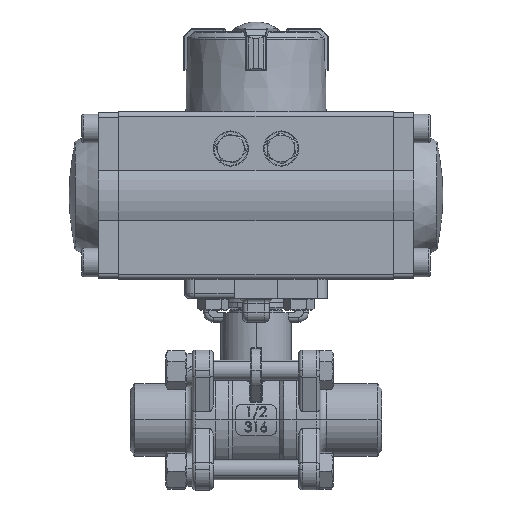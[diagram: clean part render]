
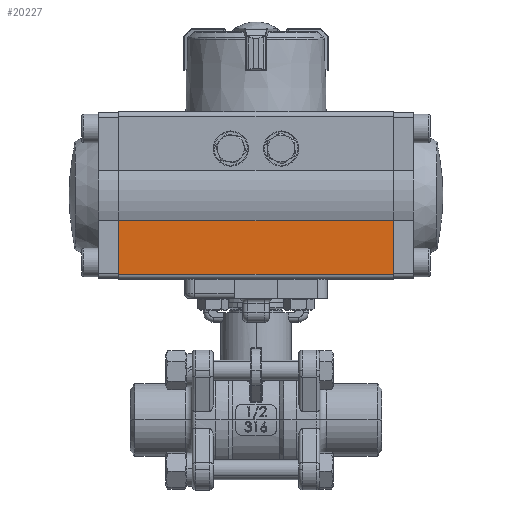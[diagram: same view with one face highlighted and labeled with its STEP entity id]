
A CAD part, top view. The second image highlights one B-rep face of the part: STEP entity #20227.
In plain terms, the highlighted face is planar.
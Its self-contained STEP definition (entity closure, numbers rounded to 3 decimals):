
#1864=PLANE('',#22460);
#2791=LINE('',#46519,#3939);
#2796=LINE('',#46536,#3944);
#2797=LINE('',#46538,#3945);
#2798=LINE('',#46540,#3946);
#3939=VECTOR('',#26734,1000.);
#3944=VECTOR('',#26755,1000.);
#3945=VECTOR('',#26756,1000.);
#3946=VECTOR('',#26757,1000.);
#8265=ORIENTED_EDGE('',*,*,#12216,.T.);
#8266=ORIENTED_EDGE('',*,*,#12217,.T.);
#8267=ORIENTED_EDGE('',*,*,#12218,.F.);
#8268=ORIENTED_EDGE('',*,*,#12209,.F.);
#12209=EDGE_CURVE('',#14454,#14452,#2791,.T.);
#12216=EDGE_CURVE('',#14454,#14459,#2796,.T.);
#12217=EDGE_CURVE('',#14459,#14460,#2797,.T.);
#12218=EDGE_CURVE('',#14452,#14460,#2798,.T.);
#14452=VERTEX_POINT('',#46514);
#14454=VERTEX_POINT('',#46518);
#14459=VERTEX_POINT('',#46537);
#14460=VERTEX_POINT('',#46539);
#17073=EDGE_LOOP('',(#8265,#8266,#8267,#8268));
#18664=FACE_BOUND('',#17073,.T.);
#20227=ADVANCED_FACE('',(#18664),#1864,.F.);
#22460=AXIS2_PLACEMENT_3D('',#46535,#26753,#26754);
#26734=DIRECTION('',(0.,0.,1.));
#26753=DIRECTION('',(1.,0.,0.));
#26754=DIRECTION('',(0.,1.,0.));
#26755=DIRECTION('',(0.,-1.,0.));
#26756=DIRECTION('',(0.,0.,1.));
#26757=DIRECTION('',(0.,-1.,0.));
#46514=CARTESIAN_POINT('',(-18.5,-7.599,41.));
#46518=CARTESIAN_POINT('',(-18.5,-7.599,-41.));
#46519=CARTESIAN_POINT('',(-18.5,-7.599,0.));
#46535=CARTESIAN_POINT('',(-18.5,7.599,0.));
#46536=CARTESIAN_POINT('',(-18.5,-15.55,-41.));
#46537=CARTESIAN_POINT('',(-18.5,-23.5,-41.));
#46538=CARTESIAN_POINT('',(-18.5,-23.5,0.));
#46539=CARTESIAN_POINT('',(-18.5,-23.5,41.));
#46540=CARTESIAN_POINT('',(-18.5,-15.55,41.));
